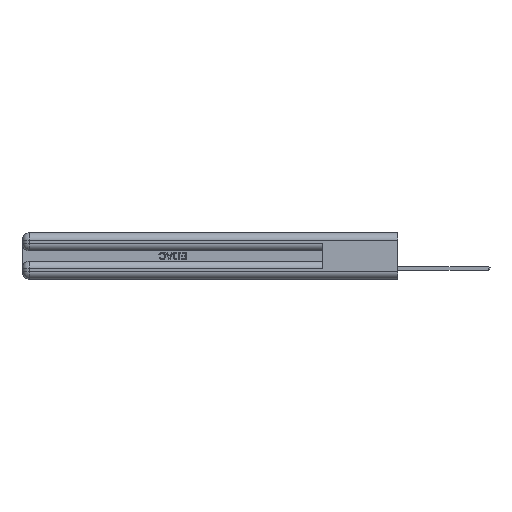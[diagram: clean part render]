
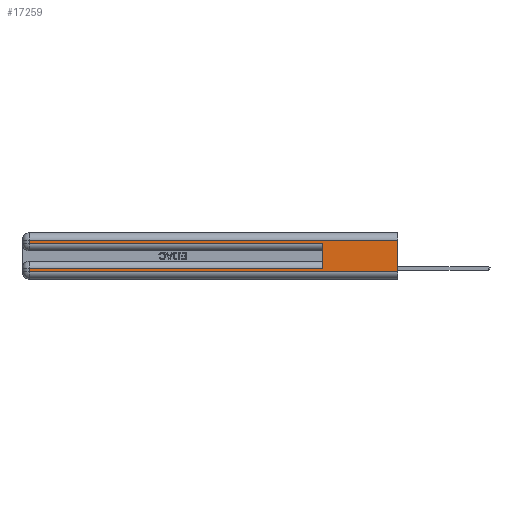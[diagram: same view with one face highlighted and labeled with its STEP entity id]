
A CAD part, left-side view. The second image highlights one B-rep face of the part: STEP entity #17259.
In plain terms, the highlighted planar face has unit normal (-1, 0, 0).
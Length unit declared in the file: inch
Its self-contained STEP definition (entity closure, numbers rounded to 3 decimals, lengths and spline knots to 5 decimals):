
#22 = ORIENTED_EDGE ( 'NONE', *, *, #15914, .F. ) ;
#92 = EDGE_CURVE ( 'NONE', #22543, #22497, #9707, .T. ) ;
#817 = DIRECTION ( 'NONE',  ( 0., 1., 0. ) ) ;
#860 = VECTOR ( 'NONE', #20495, 39.37008 ) ;
#3219 = ORIENTED_EDGE ( 'NONE', *, *, #92, .T. ) ;
#4302 = ORIENTED_EDGE ( 'NONE', *, *, #8619, .F. ) ;
#4335 = EDGE_LOOP ( 'NONE', ( #4302, #37430, #45974, #24737, #22, #37675, #16918, #3219 ) ) ;
#5331 = VECTOR ( 'NONE', #817, 39.37008 ) ;
#5834 = DIRECTION ( 'NONE',  ( 0., -1., 0. ) ) ;
#5900 = CARTESIAN_POINT ( 'NONE',  ( 0., 2.94, 0.37 ) ) ;
#5961 = DIRECTION ( 'NONE',  ( 0., 1., 0. ) ) ;
#6403 = LINE ( 'NONE', #23190, #30903 ) ;
#6547 = VECTOR ( 'NONE', #33271, 39.37008 ) ;
#7196 = EDGE_CURVE ( 'NONE', #42487, #41027, #26889, .T. ) ;
#8619 = EDGE_CURVE ( 'NONE', #30344, #22497, #26012, .T. ) ;
#8720 = LINE ( 'NONE', #43988, #6547 ) ;
#8769 = CARTESIAN_POINT ( 'NONE',  ( 0., 2.94, 0.285 ) ) ;
#9707 = LINE ( 'NONE', #37835, #21410 ) ;
#14341 = VERTEX_POINT ( 'NONE', #36996 ) ;
#15914 = EDGE_CURVE ( 'NONE', #16953, #14341, #30405, .T. ) ;
#16546 = CARTESIAN_POINT ( 'NONE',  ( 0., 0.6, 0.085 ) ) ;
#16918 = ORIENTED_EDGE ( 'NONE', *, *, #33944, .T. ) ;
#16953 = VERTEX_POINT ( 'NONE', #16546 ) ;
#17259 = ADVANCED_FACE ( 'NONE', ( #23059 ), #27514, .F. ) ;
#17414 = VECTOR ( 'NONE', #23559, 39.37008 ) ;
#20495 = DIRECTION ( 'NONE',  ( 0., 0., -1. ) ) ;
#21410 = VECTOR ( 'NONE', #5834, 39.37008 ) ;
#21832 = CARTESIAN_POINT ( 'NONE',  ( 0., 0., 0.085 ) ) ;
#22497 = VERTEX_POINT ( 'NONE', #22874 ) ;
#22543 = VERTEX_POINT ( 'NONE', #38280 ) ;
#22874 = CARTESIAN_POINT ( 'NONE',  ( 0., 0., 0.06 ) ) ;
#23059 = FACE_OUTER_BOUND ( 'NONE', #4335, .T. ) ;
#23190 = CARTESIAN_POINT ( 'NONE',  ( 0., 0., 0.31 ) ) ;
#23332 = VERTEX_POINT ( 'NONE', #38357 ) ;
#23559 = DIRECTION ( 'NONE',  ( 0., 0., -1. ) ) ;
#23872 = CARTESIAN_POINT ( 'NONE',  ( 0., 2.94, 0.37 ) ) ;
#24278 = LINE ( 'NONE', #21832, #5331 ) ;
#24737 = ORIENTED_EDGE ( 'NONE', *, *, #39410, .T. ) ;
#26012 = LINE ( 'NONE', #36969, #39383 ) ;
#26889 = LINE ( 'NONE', #23872, #17414 ) ;
#27514 = PLANE ( 'NONE',  #39607 ) ;
#29665 = DIRECTION ( 'NONE',  ( 0., 0., -1. ) ) ;
#29981 = EDGE_CURVE ( 'NONE', #30344, #42487, #6403, .T. ) ;
#30344 = VERTEX_POINT ( 'NONE', #36817 ) ;
#30405 = LINE ( 'NONE', #33859, #40935 ) ;
#30414 = LINE ( 'NONE', #5900, #860 ) ;
#30805 = DIRECTION ( 'NONE',  ( 1., 0., 0. ) ) ;
#30903 = VECTOR ( 'NONE', #5961, 39.37008 ) ;
#31280 = CARTESIAN_POINT ( 'NONE',  ( 0., 0., 0.37 ) ) ;
#33271 = DIRECTION ( 'NONE',  ( 0., -1., 0. ) ) ;
#33859 = CARTESIAN_POINT ( 'NONE',  ( 0., 0.6, 0.145 ) ) ;
#33944 = EDGE_CURVE ( 'NONE', #23332, #22543, #30414, .T. ) ;
#34295 = EDGE_CURVE ( 'NONE', #16953, #23332, #24278, .T. ) ;
#34529 = CARTESIAN_POINT ( 'NONE',  ( 0., 2.94, 0.31 ) ) ;
#36817 = CARTESIAN_POINT ( 'NONE',  ( 0., 0., 0.31 ) ) ;
#36969 = CARTESIAN_POINT ( 'NONE',  ( 0., 0., 0.37 ) ) ;
#36996 = CARTESIAN_POINT ( 'NONE',  ( 0., 0.6, 0.285 ) ) ;
#37430 = ORIENTED_EDGE ( 'NONE', *, *, #29981, .T. ) ;
#37675 = ORIENTED_EDGE ( 'NONE', *, *, #34295, .T. ) ;
#37835 = CARTESIAN_POINT ( 'NONE',  ( 0., 0., 0.06 ) ) ;
#38280 = CARTESIAN_POINT ( 'NONE',  ( 0., 2.94, 0.06 ) ) ;
#38357 = CARTESIAN_POINT ( 'NONE',  ( 0., 2.94, 0.085 ) ) ;
#39383 = VECTOR ( 'NONE', #29665, 39.37008 ) ;
#39410 = EDGE_CURVE ( 'NONE', #41027, #14341, #8720, .T. ) ;
#39421 = DIRECTION ( 'NONE',  ( 0., 0., -1. ) ) ;
#39607 = AXIS2_PLACEMENT_3D ( 'NONE', #31280, #30805, #39421 ) ;
#40935 = VECTOR ( 'NONE', #41131, 39.37008 ) ;
#41027 = VERTEX_POINT ( 'NONE', #8769 ) ;
#41131 = DIRECTION ( 'NONE',  ( 0., 0., 1. ) ) ;
#42487 = VERTEX_POINT ( 'NONE', #34529 ) ;
#43988 = CARTESIAN_POINT ( 'NONE',  ( 0., 0., 0.285 ) ) ;
#45974 = ORIENTED_EDGE ( 'NONE', *, *, #7196, .T. ) ;
